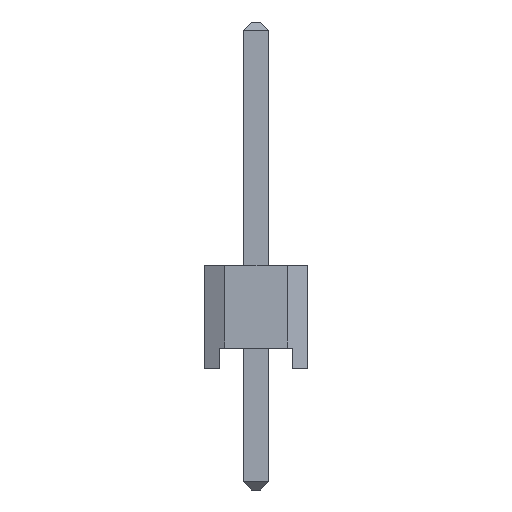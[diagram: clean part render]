
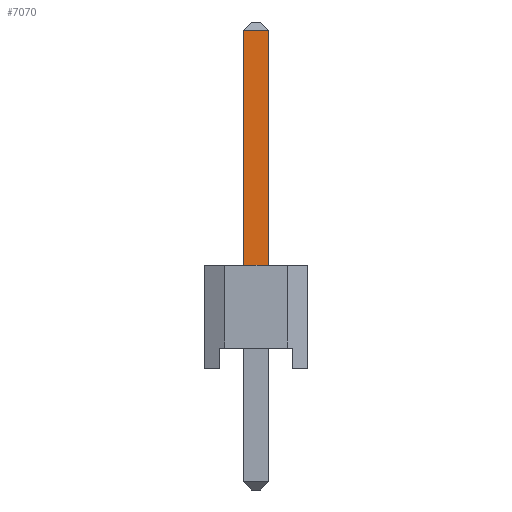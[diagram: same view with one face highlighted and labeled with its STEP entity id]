
A CAD part, left-side view. The second image highlights one B-rep face of the part: STEP entity #7070.
In plain terms, the highlighted planar face has unit normal (-1, 0, 0).
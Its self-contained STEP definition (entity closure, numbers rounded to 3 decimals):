
#1060=ORIENTED_EDGE('',*,*,#1805,.F.);
#1061=ORIENTED_EDGE('',*,*,#1978,.T.);
#1062=ORIENTED_EDGE('',*,*,#1977,.T.);
#1063=ORIENTED_EDGE('',*,*,#1979,.F.);
#1805=EDGE_CURVE('',#2409,#2406,#2955,.T.);
#1977=EDGE_CURVE('',#2503,#2504,#3127,.T.);
#1978=EDGE_CURVE('',#2409,#2503,#3128,.T.);
#1979=EDGE_CURVE('',#2406,#2504,#3129,.T.);
#2406=VERTEX_POINT('',#9470);
#2409=VERTEX_POINT('',#9475);
#2503=VERTEX_POINT('',#9819);
#2504=VERTEX_POINT('',#9823);
#2955=LINE('',#9476,#3661);
#3127=LINE('',#9830,#3833);
#3128=LINE('',#9832,#3834);
#3129=LINE('',#9833,#3835);
#3661=VECTOR('',#8035,1000.);
#3833=VECTOR('',#8379,1000.);
#3834=VECTOR('',#8382,1000.);
#3835=VECTOR('',#8383,1000.);
#4208=EDGE_LOOP('',(#1060,#1061,#1062,#1063));
#4512=FACE_BOUND('',#4208,.T.);
#4796=PLANE('',#7361);
#7070=ADVANCED_FACE('',(#4512),#4796,.F.);
#7361=AXIS2_PLACEMENT_3D('',#9831,#8380,#8381);
#8035=DIRECTION('',(0.,0.,-1.));
#8379=DIRECTION('',(0.,0.,-1.));
#8380=DIRECTION('',(1.,0.,0.));
#8381=DIRECTION('',(0.,1.,0.));
#8382=DIRECTION('',(0.,1.,0.));
#8383=DIRECTION('',(0.,1.,0.));
#9470=CARTESIAN_POINT('',(-11.75,1.27,-0.32));
#9475=CARTESIAN_POINT('',(-11.75,1.27,0.32));
#9476=CARTESIAN_POINT('',(-11.75,1.27,0.32));
#9819=CARTESIAN_POINT('',(-11.75,7.07,0.32));
#9823=CARTESIAN_POINT('',(-11.75,7.07,-0.32));
#9830=CARTESIAN_POINT('',(-11.75,7.07,-0.32));
#9831=CARTESIAN_POINT('',(-11.75,-4.27,-0.32));
#9832=CARTESIAN_POINT('',(-11.75,-4.27,0.32));
#9833=CARTESIAN_POINT('',(-11.75,-4.27,-0.32));
